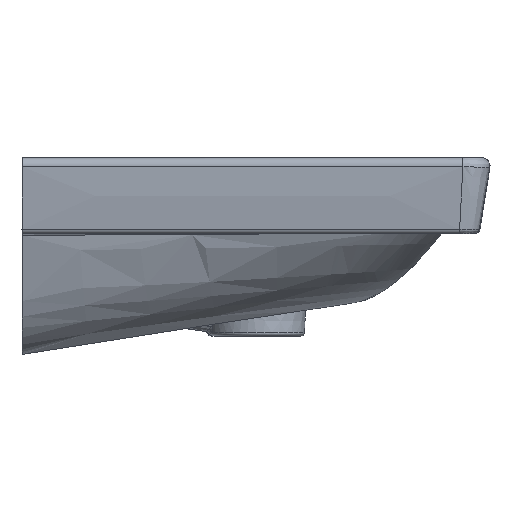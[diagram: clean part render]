
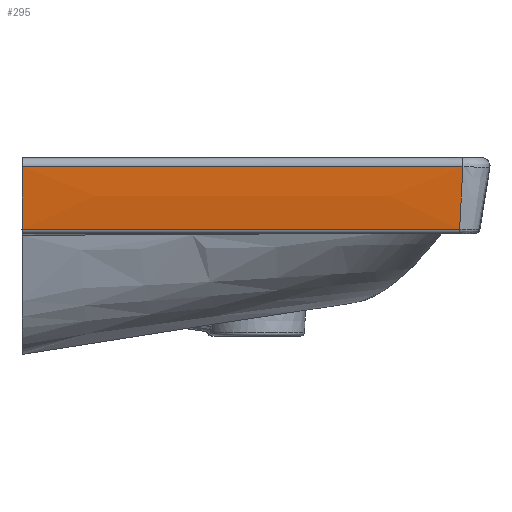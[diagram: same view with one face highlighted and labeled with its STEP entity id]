
A CAD part, left-side view. The second image highlights one B-rep face of the part: STEP entity #295.
In plain terms, the highlighted face is a extrusion surface.
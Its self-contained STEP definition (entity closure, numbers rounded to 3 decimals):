
#72=SURFACE_OF_LINEAR_EXTRUSION('',#1346,#144);
#100=LINE('',#15537,#142);
#101=LINE('',#15556,#143);
#142=VECTOR('',#1543,1.);
#143=VECTOR('',#1548,1.);
#144=VECTOR('',#1549,1.);
#295=ADVANCED_FACE('',(#392),#72,.F.);
#392=FACE_OUTER_BOUND('',#477,.T.);
#477=EDGE_LOOP('',(#752,#753,#754,#755,#756));
#752=ORIENTED_EDGE('',*,*,#1193,.F.);
#753=ORIENTED_EDGE('',*,*,#1191,.T.);
#754=ORIENTED_EDGE('',*,*,#1148,.F.);
#755=ORIENTED_EDGE('',*,*,#1150,.T.);
#756=ORIENTED_EDGE('',*,*,#1194,.F.);
#961=VERTEX_POINT('',#8204);
#985=VERTEX_POINT('',#14419);
#986=VERTEX_POINT('',#14437);
#1009=VERTEX_POINT('',#15538);
#1010=VERTEX_POINT('',#15555);
#1148=EDGE_CURVE('',#961,#985,#1327,.T.);
#1150=EDGE_CURVE('',#961,#986,#1328,.T.);
#1191=EDGE_CURVE('',#1009,#985,#100,.T.);
#1193=EDGE_CURVE('',#1009,#1010,#1345,.T.);
#1194=EDGE_CURVE('',#1010,#986,#101,.T.);
#1327=B_SPLINE_CURVE_WITH_KNOTS('',3,(#14415,#14416,#14417,#14418),
 .UNSPECIFIED.,.F.,.F.,(4,4),(0.,1.),.UNSPECIFIED.);
#1328=B_SPLINE_CURVE_WITH_KNOTS('',3,(#14433,#14434,#14435,#14436),
 .UNSPECIFIED.,.F.,.F.,(4,4),(0.,1.),.UNSPECIFIED.);
#1345=B_SPLINE_CURVE_WITH_KNOTS('',3,(#15541,#15542,#15543,#15544,#15545,
#15546,#15547,#15548,#15549,#15550,#15551,#15552,#15553,#15554),
 .UNSPECIFIED.,.F.,.F.,(4,2,2,2,2,2,4),(0.,0.045,0.197,
0.5,0.803,0.955,1.),.UNSPECIFIED.);
#1346=B_SPLINE_CURVE_WITH_KNOTS('',3,(#15557,#15558,#15559,#15560,#15561,
#15562,#15563,#15564,#15565,#15566,#15567,#15568,#15569,#15570),
 .UNSPECIFIED.,.F.,.F.,(4,2,2,2,2,2,4),(0.,0.045,0.197,
0.5,0.803,0.955,1.),.UNSPECIFIED.);
#1543=DIRECTION('',(0.,-1.,0.));
#1548=DIRECTION('',(0.,-1.,0.));
#1549=DIRECTION('',(0.,-1.,0.));
#8204=CARTESIAN_POINT('',(-220.378,-345.731,-56.676));
#14415=CARTESIAN_POINT('',(-220.378,-345.731,-56.676));
#14416=CARTESIAN_POINT('',(-220.378,-345.672,-56.676));
#14417=CARTESIAN_POINT('',(-220.378,-345.614,-56.676));
#14418=CARTESIAN_POINT('',(-220.378,-345.555,-56.676));
#14419=CARTESIAN_POINT('',(-220.378,-345.555,-56.676));
#14433=CARTESIAN_POINT('',(-220.378,-345.731,-56.676));
#14434=CARTESIAN_POINT('',(-223.185,-346.596,-40.309));
#14435=CARTESIAN_POINT('',(-224.72,-347.461,-23.726));
#14436=CARTESIAN_POINT('',(-224.999,-348.326,-7.117));
#14437=CARTESIAN_POINT('',(-224.998,-348.326,-7.117));
#15537=CARTESIAN_POINT('',(-220.378,0.,-56.676));
#15538=CARTESIAN_POINT('',(-220.378,0.,-56.676));
#15541=CARTESIAN_POINT('',(-216.293,0.,-79.178));
#15542=CARTESIAN_POINT('',(-216.562,0.,-77.704));
#15543=CARTESIAN_POINT('',(-216.831,0.,-76.23));
#15544=CARTESIAN_POINT('',(-217.996,0.,-69.838));
#15545=CARTESIAN_POINT('',(-218.893,0.,-64.919));
#15546=CARTESIAN_POINT('',(-221.58,0.,-50.181));
#15547=CARTESIAN_POINT('',(-222.915,0.,-40.276));
#15548=CARTESIAN_POINT('',(-224.67,0.,-20.389));
#15549=CARTESIAN_POINT('',(-225.073,0.,-10.407));
#15550=CARTESIAN_POINT('',(-225.033,0.,4.58));
#15551=CARTESIAN_POINT('',(-225.019,0.,9.58));
#15552=CARTESIAN_POINT('',(-225.002,0.,16.079));
#15553=CARTESIAN_POINT('',(-224.998,0.,17.577));
#15554=CARTESIAN_POINT('',(-224.994,0.,19.076));
#15555=CARTESIAN_POINT('',(-224.999,0.,-7.118));
#15556=CARTESIAN_POINT('',(-224.999,-348.326,-7.118));
#15557=CARTESIAN_POINT('',(-216.293,0.,-79.178));
#15558=CARTESIAN_POINT('',(-216.562,0.,-77.704));
#15559=CARTESIAN_POINT('',(-216.831,0.,-76.23));
#15560=CARTESIAN_POINT('',(-217.996,0.,-69.838));
#15561=CARTESIAN_POINT('',(-218.893,0.,-64.919));
#15562=CARTESIAN_POINT('',(-221.58,0.,-50.181));
#15563=CARTESIAN_POINT('',(-222.915,0.,-40.276));
#15564=CARTESIAN_POINT('',(-224.67,0.,-20.389));
#15565=CARTESIAN_POINT('',(-225.073,0.,-10.407));
#15566=CARTESIAN_POINT('',(-225.033,0.,4.58));
#15567=CARTESIAN_POINT('',(-225.019,0.,9.58));
#15568=CARTESIAN_POINT('',(-225.002,0.,16.079));
#15569=CARTESIAN_POINT('',(-224.998,0.,17.577));
#15570=CARTESIAN_POINT('',(-224.994,0.,19.076));
